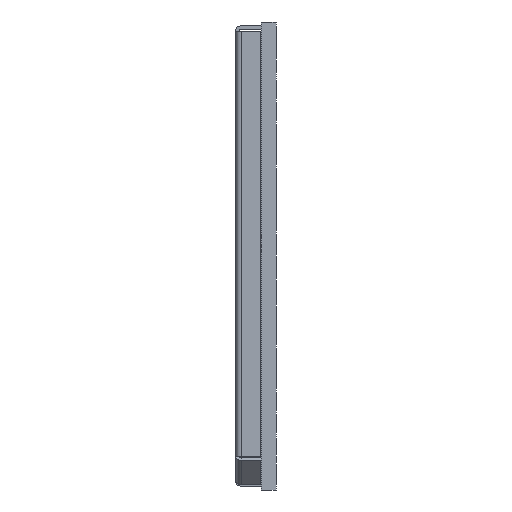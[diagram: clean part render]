
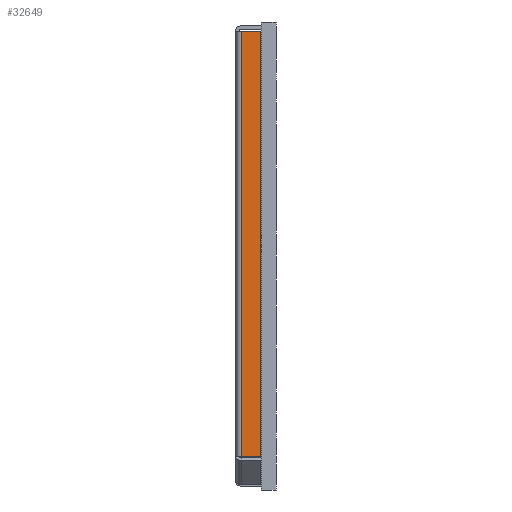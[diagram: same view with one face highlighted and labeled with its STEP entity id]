
A CAD part, left-side view. The second image highlights one B-rep face of the part: STEP entity #32649.
In plain terms, the highlighted planar face has unit normal (-1, 0, 0).
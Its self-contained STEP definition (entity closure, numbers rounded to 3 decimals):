
#118 = EDGE_CURVE ( 'NONE', #35198, #18705, #9428, .T. ) ;
#1510 = DIRECTION ( 'NONE',  ( 0., 0., 1. ) ) ;
#1623 = CARTESIAN_POINT ( 'NONE',  ( -13.6, 0.86, -11. ) ) ;
#2213 = LINE ( 'NONE', #29390, #27867 ) ;
#2845 = EDGE_LOOP ( 'NONE', ( #30252, #34488, #5824, #6907 ) ) ;
#5290 = DIRECTION ( 'NONE',  ( 0., 0., -1. ) ) ;
#5337 = DIRECTION ( 'NONE',  ( 1., 0., 0. ) ) ;
#5385 = CARTESIAN_POINT ( 'NONE',  ( -13.6, 2.21, -11. ) ) ;
#5824 = ORIENTED_EDGE ( 'NONE', *, *, #10381, .T. ) ;
#5882 = PLANE ( 'NONE',  #16987 ) ;
#6907 = ORIENTED_EDGE ( 'NONE', *, *, #21523, .T. ) ;
#8170 = VERTEX_POINT ( 'NONE', #8578 ) ;
#8578 = CARTESIAN_POINT ( 'NONE',  ( -13.6, 0.86, 12.2 ) ) ;
#9428 = LINE ( 'NONE', #24323, #20733 ) ;
#10381 = EDGE_CURVE ( 'NONE', #35198, #17126, #2213, .T. ) ;
#16987 = AXIS2_PLACEMENT_3D ( 'NONE', #5385, #5337, #5290 ) ;
#17126 = VERTEX_POINT ( 'NONE', #25620 ) ;
#17876 = FACE_OUTER_BOUND ( 'NONE', #2845, .T. ) ;
#18473 = CARTESIAN_POINT ( 'NONE',  ( -13.6, 1.91, -10.876 ) ) ;
#18705 = VERTEX_POINT ( 'NONE', #31941 ) ;
#20066 = VECTOR ( 'NONE', #1510, 1000. ) ;
#20501 = LINE ( 'NONE', #1623, #20066 ) ;
#20733 = VECTOR ( 'NONE', #24355, 1000. ) ;
#21523 = EDGE_CURVE ( 'NONE', #17126, #8170, #20501, .T. ) ;
#24323 = CARTESIAN_POINT ( 'NONE',  ( -13.6, 1.91, -11. ) ) ;
#24355 = DIRECTION ( 'NONE',  ( 0., 0., 1. ) ) ;
#24556 = EDGE_CURVE ( 'NONE', #8170, #18705, #33187, .T. ) ;
#24800 = DIRECTION ( 'NONE',  ( 0., -1., 0. ) ) ;
#25620 = CARTESIAN_POINT ( 'NONE',  ( -13.6, 0.86, -10.876 ) ) ;
#27867 = VECTOR ( 'NONE', #24800, 1000. ) ;
#29390 = CARTESIAN_POINT ( 'NONE',  ( -13.6, 0.81, -10.876 ) ) ;
#30252 = ORIENTED_EDGE ( 'NONE', *, *, #24556, .T. ) ;
#31941 = CARTESIAN_POINT ( 'NONE',  ( -13.6, 1.91, 12.2 ) ) ;
#32486 = VECTOR ( 'NONE', #32713, 1000. ) ;
#32649 = ADVANCED_FACE ( 'NONE', ( #17876 ), #5882, .F. ) ;
#32713 = DIRECTION ( 'NONE',  ( 0., 1., 0. ) ) ;
#32793 = CARTESIAN_POINT ( 'NONE',  ( -13.6, 0.81, 12.2 ) ) ;
#33187 = LINE ( 'NONE', #32793, #32486 ) ;
#34488 = ORIENTED_EDGE ( 'NONE', *, *, #118, .F. ) ;
#35198 = VERTEX_POINT ( 'NONE', #18473 ) ;
